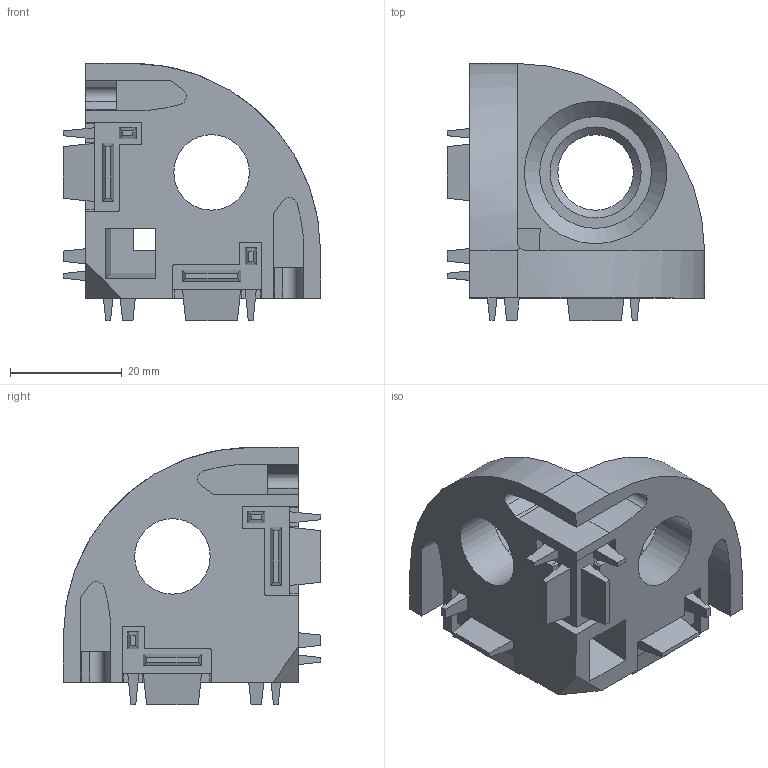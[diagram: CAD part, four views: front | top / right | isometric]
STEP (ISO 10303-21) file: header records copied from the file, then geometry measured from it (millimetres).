
FILE_DESCRIPTION(/* description */ (''),/* implementation_level */ '2;1');
FILE_NAME(/* name */ '1007807.stp',/* time_stamp */ '2024-07-24T14:17:47+02:00',/* author */ ('Bo'),/* organization */ (''),/* preprocessor_version */ 'ST-DEVELOPER v20',/* originating_system */ 'Autodesk Inventor 2025',/* authorisation */ ' ');
FILE_SCHEMA (('AUTOMOTIVE_DESIGN { 1 0 10303 214 3 1 1 }'));
Length unit declared in the file: millimetre
Products named in the file (1): 1007807
Bounding box: 46 x 46 x 46 mm (x, y, z)
Volume: 21931.4 mm3; surface area: 11203.4 mm2
Topology: 1 solids, 1 shells, 176 faces, 482 edges, 320 vertices
Faces by surface type: plane 124, cylinder 50, cone 2
Full cylindrical faces by diameter (mm): 13.5 x3, 20 x1
Entity records: 5632 total; most frequent: CARTESIAN_POINT 989, ORIENTED_EDGE 964, DIRECTION 938, EDGE_CURVE 482, LINE 376, VECTOR 376, VERTEX_POINT 320, AXIS2_PLACEMENT_3D 281
